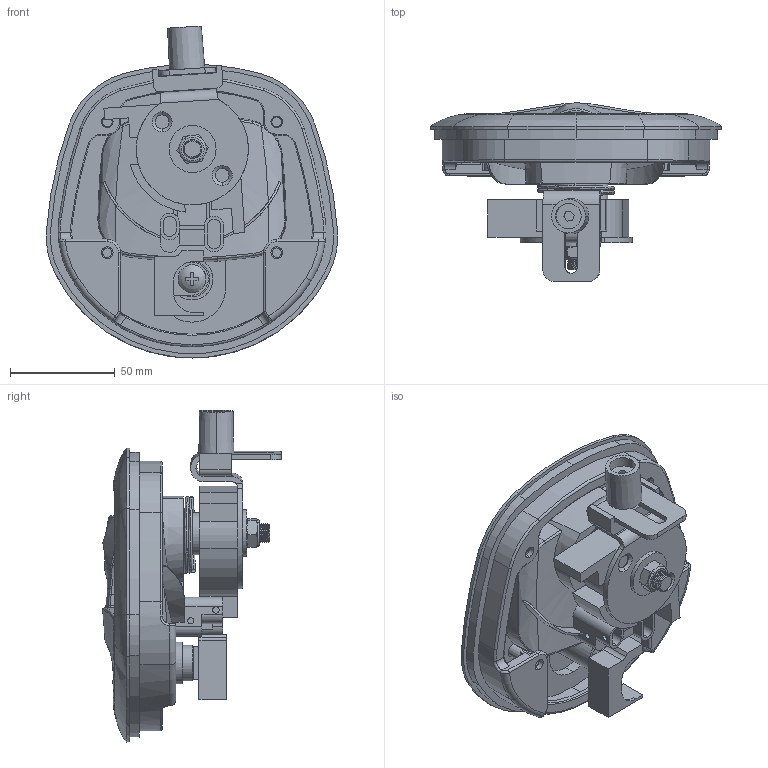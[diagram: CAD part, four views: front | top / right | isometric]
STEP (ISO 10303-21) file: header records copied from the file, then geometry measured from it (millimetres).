
FILE_DESCRIPTION (( 'STEP AP214' ), '1' );
FILE_NAME ('03234-Single Point Compression Drop T Latch 140x139mm.STEP', '2018-08-22T22:14:23', ( '' ), ( '' ), 'SwSTEP 2.0', 'SolidWorks 2018', '' );
FILE_SCHEMA (( 'AUTOMOTIVE_DESIGN' ));
Length unit declared in the file: millimetre
Products named in the file (4): 94645A210_ZINC-PLATED CLASS 10 STL NYLON-INSERT LOCKNUT_94645A210; 3234 Drop T Latch Plock & Keyed Bk 140mm latch; 3234 Drop T Latch Plock & Keyed Bk 140mm; 03234-Single Point Compression Drop T Latch 140x139mm
Assembly tree (3 placements, depth 2):
  03234-Single Point Compression Drop T Latch 140x139mm
    3234 Drop T Latch Plock & Keyed Bk 140mm latch
    3234 Drop T Latch Plock & Keyed Bk 140mm
    94645A210_ZINC-PLATED CLASS 10 STL NYLON-INSERT LOCKNUT_94645A210
Bounding box: 139.25 x 85.44 x 158.74 mm (x, y, z)
Volume: 266222.4 mm3; surface area: 124375.2 mm2
Topology: 14 solids, 14 shells, 1217 faces, 3144 edges, 1998 vertices
Faces by surface type: bspline 449, cylinder 316, plane 278, cone 90, torus 77, sphere 7
Entity records: 72944 total; most frequent: CARTESIAN_POINT 46310, ORIENTED_EDGE 6268, DIRECTION 4212, EDGE_CURVE 3134, VERTEX_POINT 1995, AXIS2_PLACEMENT_3D 1658, EDGE_LOOP 1297, B_SPLINE_CURVE_WITH_KNOTS 1272
